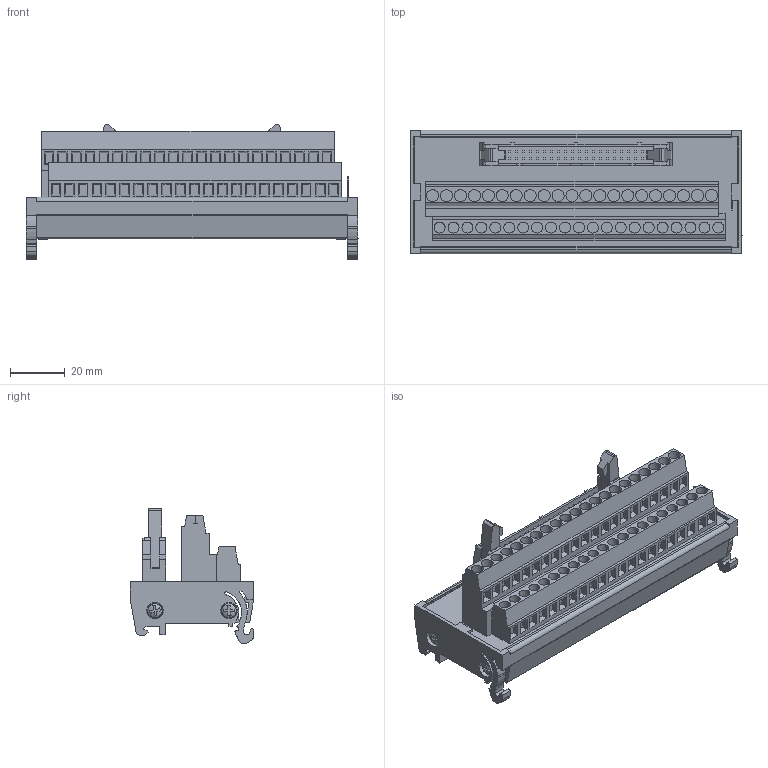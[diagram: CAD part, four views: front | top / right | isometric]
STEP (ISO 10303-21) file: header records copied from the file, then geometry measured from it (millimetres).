
FILE_DESCRIPTION(('CATIA V5R22 STEP214','CAx-IF Rec.Pracs.--- Model Styling and Organization---1.4--- 2014-01-23'),'2;1');
FILE_NAME ('031918-3_0_8155580000_3D_8155580000.stp','2023-09-25T15:31:42+00:00',('none'),('Weidmueller'),'CATIA Version 5-6 Release 2016 SP3 HF44','CATIA V5 STEP AP214','none');
FILE_SCHEMA(('AUTOMOTIVE_DESIGN { 1 0 10303 214 1 1 1 1 }'));
Length unit declared in the file: millimetre
Products named in the file (1): 3D_8155580000
Bounding box: 121 x 45 x 49.37 mm (x, y, z)
Volume: 73185.7 mm3; surface area: 57900.2 mm2
Topology: 1 solids, 3 shells, 1330 faces, 3597 edges, 2360 vertices
Faces by surface type: plane 1036, cylinder 278, torus 8, sphere 8
Entity records: 43848 total; most frequent: CARTESIAN_POINT 9312, ORIENTED_EDGE 7194, DIRECTION 6056, EDGE_CURVE 3597, VECTOR 2873, LINE 2873, VERTEX_POINT 2360, AXIS2_PLACEMENT_3D 1854
